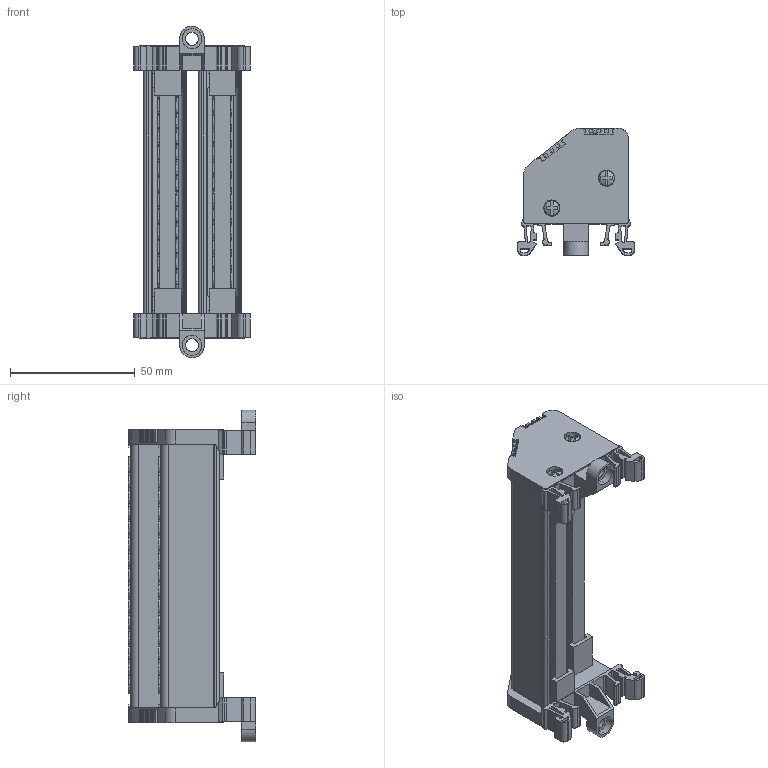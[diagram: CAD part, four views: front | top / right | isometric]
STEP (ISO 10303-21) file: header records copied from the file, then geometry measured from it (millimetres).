
FILE_DESCRIPTION (( 'STEP AP203' ), '1' );
FILE_NAME ('6,5x9 Ýki Kutuplu Daðýtýcý Ünite - 15 Delikli.STEP', '2019-01-08T11:19:10', ( '' ), ( '' ), 'SwSTEP 2.0', 'SolidWorks 2011', '' );
FILE_SCHEMA (( 'CONFIG_CONTROL_DESIGN' ));
Products named in the file (1): 6,5x9 Ýki Kutuplu Daðýtýcý Ünite - 15 Delikli
Bounding box: 46.6 x 50.84 x 132.65 mm (x, y, z)
Volume: 50904.7 mm3; surface area: 53548 mm2
Topology: 1 solids, 9 shells, 2331 faces, 6919 edges, 4714 vertices
Faces by surface type: plane 1096, cylinder 716, cone 442, torus 69, bspline 8
Entity records: 104183 total; most frequent: CARTESIAN_POINT 47808, ORIENTED_EDGE 13838, DIRECTION 8369, EDGE_CURVE 6919, VERTEX_POINT 4714, B_SPLINE_CURVE_WITH_KNOTS 3428, LINE 3261, VECTOR 3261
